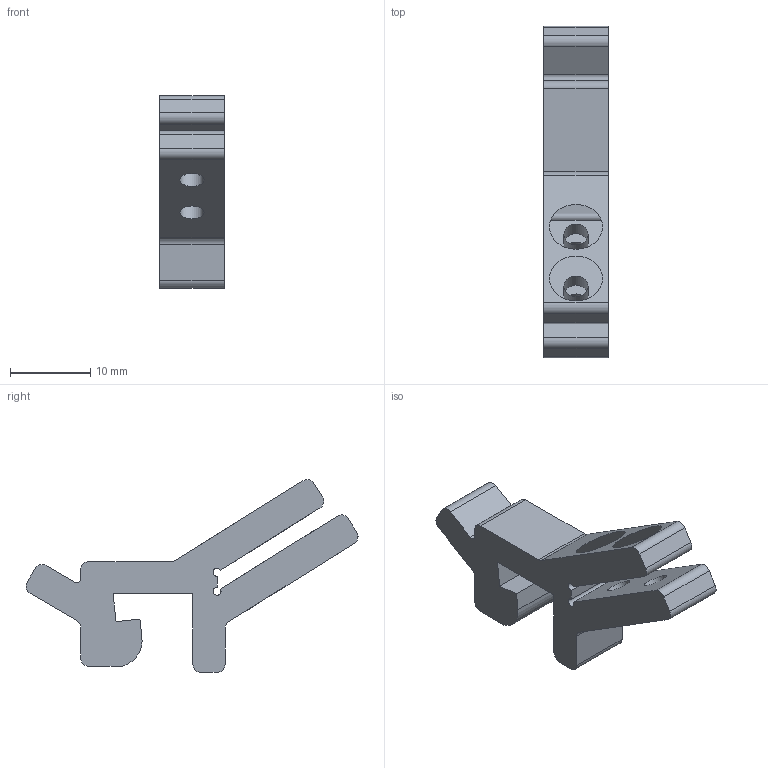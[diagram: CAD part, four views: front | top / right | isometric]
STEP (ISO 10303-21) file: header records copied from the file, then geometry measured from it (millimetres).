
FILE_DESCRIPTION(/* description */ (''),/* implementation_level */ '2;1');
FILE_NAME(/* name */ 'BodyR_Clip.step',/* time_stamp */ '2023-12-11T14:31:27+01:00',/* author */ (''),/* organization */ (''),/* preprocessor_version */ 'ST-DEVELOPER v20',/* originating_system */ 'Autodesk Translation Framework v12.14.0.127',/* authorisation */ '');
FILE_SCHEMA (('AUTOMOTIVE_DESIGN { 1 0 10303 214 3 1 1 }'));
Length unit declared in the file: millimetre
Products named in the file (1): Clip
Bounding box: 8 x 41.4 x 24.05 mm (x, y, z)
Volume: 2503.5 mm3; surface area: 2104 mm2
Topology: 1 solids, 1 shells, 46 faces, 130 edges, 86 vertices
Faces by surface type: plane 23, cylinder 21, cone 2
Full cylindrical faces by diameter (mm): 3 x4
Entity records: 1558 total; most frequent: DIRECTION 268, CARTESIAN_POINT 263, ORIENTED_EDGE 260, EDGE_CURVE 130, AXIS2_PLACEMENT_3D 91, LINE 86, VECTOR 86, VERTEX_POINT 86
